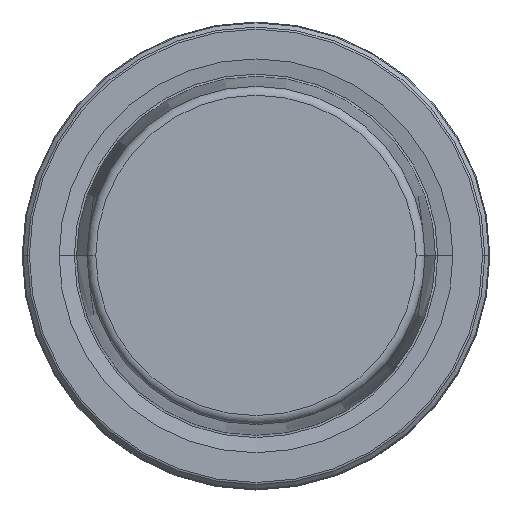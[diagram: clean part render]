
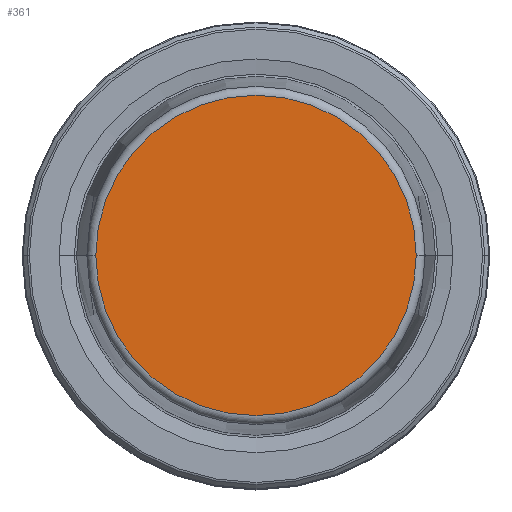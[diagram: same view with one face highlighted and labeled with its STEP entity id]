
A CAD part, top view. The second image highlights one B-rep face of the part: STEP entity #361.
In plain terms, the highlighted planar face has unit normal (0, 0, 1).
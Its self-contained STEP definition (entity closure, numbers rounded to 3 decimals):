
#237 = EDGE_LOOP ( 'NONE', ( #811, #1340 ) ) ;
#253 = CIRCLE ( 'NONE', #1466, 21.581 ) ;
#361 = ADVANCED_FACE ( 'NONE', ( #425 ), #646, .F. ) ;
#383 = CARTESIAN_POINT ( 'NONE',  ( 21.581, 0., 31.9 ) ) ;
#425 = FACE_OUTER_BOUND ( 'NONE', #237, .T. ) ;
#504 = DIRECTION ( 'NONE',  ( 1., 0., 0. ) ) ;
#524 = CARTESIAN_POINT ( 'NONE',  ( 0., 0., 31.9 ) ) ;
#525 = CARTESIAN_POINT ( 'NONE',  ( 0., 0., 31.9 ) ) ;
#638 = DIRECTION ( 'NONE',  ( 1., 0., 0. ) ) ;
#646 = PLANE ( 'NONE',  #1083 ) ;
#702 = CARTESIAN_POINT ( 'NONE',  ( 0., 0., 31.9 ) ) ;
#759 = DIRECTION ( 'NONE',  ( -1., 0., 0. ) ) ;
#783 = EDGE_CURVE ( 'NONE', #1096, #1019, #253, .T. ) ;
#811 = ORIENTED_EDGE ( 'NONE', *, *, #1107, .T. ) ;
#878 = DIRECTION ( 'NONE',  ( 0., 0., 1. ) ) ;
#1019 = VERTEX_POINT ( 'NONE', #383 ) ;
#1083 = AXIS2_PLACEMENT_3D ( 'NONE', #524, #1505, #759 ) ;
#1096 = VERTEX_POINT ( 'NONE', #1260 ) ;
#1107 = EDGE_CURVE ( 'NONE', #1019, #1096, #1148, .T. ) ;
#1148 = CIRCLE ( 'NONE', #1440, 21.581 ) ;
#1260 = CARTESIAN_POINT ( 'NONE',  ( -21.581, 0., 31.9 ) ) ;
#1340 = ORIENTED_EDGE ( 'NONE', *, *, #783, .T. ) ;
#1384 = DIRECTION ( 'NONE',  ( 0., 0., 1. ) ) ;
#1440 = AXIS2_PLACEMENT_3D ( 'NONE', #525, #1384, #638 ) ;
#1466 = AXIS2_PLACEMENT_3D ( 'NONE', #702, #878, #504 ) ;
#1505 = DIRECTION ( 'NONE',  ( 0., 0., -1. ) ) ;
